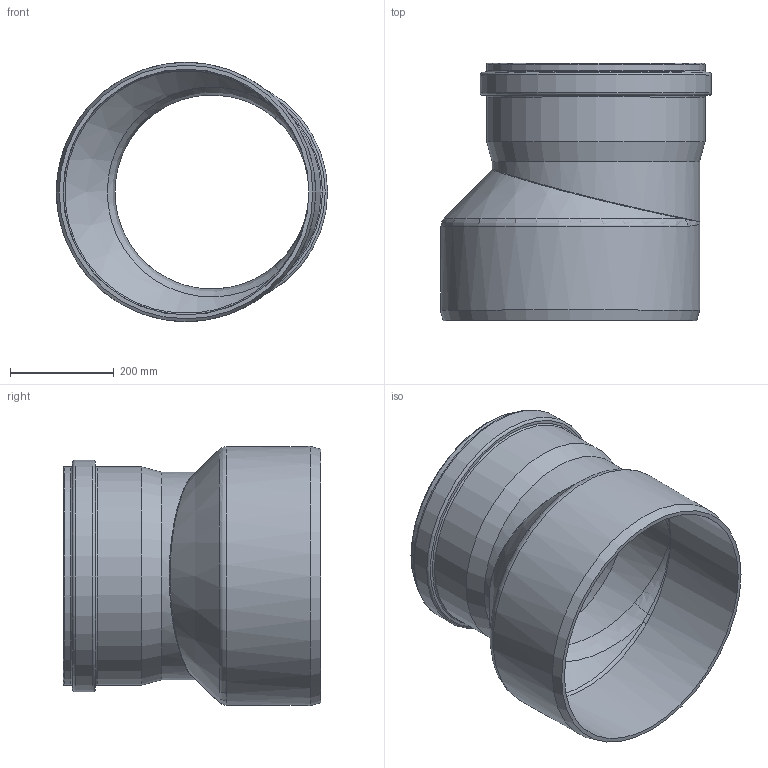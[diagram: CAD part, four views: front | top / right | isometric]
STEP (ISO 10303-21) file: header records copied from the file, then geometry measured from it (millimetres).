
FILE_DESCRIPTION(/* description */ (''),/* implementation_level */ '2;1');
FILE_NAME(/* name */ '227700 KGR Reduktion DN_OD 500_400.stp',/* time_stamp */ '2018-01-29T12:02:17+01:00',/* author */ ('user1'),/* organization */ (''),/* preprocessor_version */ 'ST-DEVELOPER v16.1',/* originating_system */ 'Autodesk Inventor 2016',/* authorisation */ '');
FILE_SCHEMA (('AUTOMOTIVE_DESIGN { 1 0 10303 214 3 1 1 }'));
Length unit declared in the file: millimetre
Products named in the file (1): 227700 KGR Reduktion DN_OD 500_400
Bounding box: 523 x 496 x 500 mm (x, y, z)
Volume: 8762534.7 mm3; surface area: 1509689.5 mm2
Topology: 1 solids, 1 shells, 47 faces, 104 edges, 51 vertices
Faces by surface type: bspline 14, torus 12, cylinder 10, cone 9, plane 2
Full cylindrical faces by diameter (mm): 400.35 x1, 402 x1, 402.4 x1, 421.1 x1, 421.4 x1, 428.35 x1, 446.35 x1, 474 x1, 500 x1
Entity records: 2032 total; most frequent: CARTESIAN_POINT 1203, DIRECTION 154, ORIENTED_EDGE 138, AXIS2_PLACEMENT_3D 77, EDGE_LOOP 75, EDGE_CURVE 69, VERTEX_POINT 50, FACE_OUTER_BOUND 47
